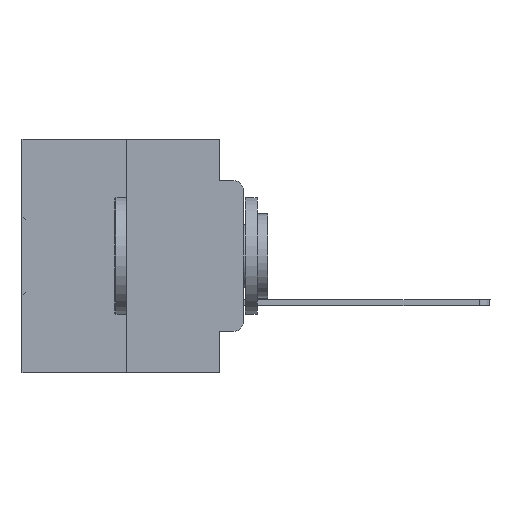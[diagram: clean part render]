
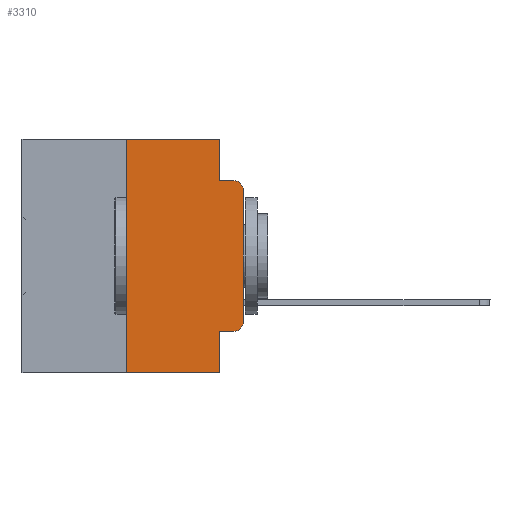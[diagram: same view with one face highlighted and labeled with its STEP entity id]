
A CAD part, left-side view. The second image highlights one B-rep face of the part: STEP entity #3310.
In plain terms, the highlighted planar face has unit normal (-1, 0, 0).
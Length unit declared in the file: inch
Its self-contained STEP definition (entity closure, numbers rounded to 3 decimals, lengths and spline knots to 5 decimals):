
#202 = CARTESIAN_POINT ( 'NONE',  ( 0., 0., -0.1085 ) ) ;
#399 = CARTESIAN_POINT ( 'NONE',  ( 0., 0.051, -0.0885 ) ) ;
#584 = CARTESIAN_POINT ( 'NONE',  ( 0., 0., 0. ) ) ;
#866 = VECTOR ( 'NONE', #11286, 39.37008 ) ;
#1557 = CIRCLE ( 'NONE', #6114, 0.02 ) ;
#1588 = CARTESIAN_POINT ( 'NONE',  ( 0., 0.051, 0. ) ) ;
#1736 = ORIENTED_EDGE ( 'NONE', *, *, #32489, .F. ) ;
#2041 = VERTEX_POINT ( 'NONE', #17473 ) ;
#2134 = VECTOR ( 'NONE', #28938, 39.37008 ) ;
#2750 = DIRECTION ( 'NONE',  ( -1., 0., 0. ) ) ;
#2787 = DIRECTION ( 'NONE',  ( 0., 0., 1. ) ) ;
#2936 = EDGE_CURVE ( 'NONE', #25566, #4190, #14912, .T. ) ;
#3310 = ADVANCED_FACE ( 'NONE', ( #11020 ), #9411, .F. ) ;
#4190 = VERTEX_POINT ( 'NONE', #17861 ) ;
#4215 = EDGE_CURVE ( 'NONE', #11610, #18888, #20688, .T. ) ;
#4235 = ORIENTED_EDGE ( 'NONE', *, *, #34533, .T. ) ;
#4518 = EDGE_CURVE ( 'NONE', #2041, #5220, #4646, .T. ) ;
#4601 = DIRECTION ( 'NONE',  ( 0., -1., 0. ) ) ;
#4646 = LINE ( 'NONE', #24643, #13067 ) ;
#5220 = VERTEX_POINT ( 'NONE', #8893 ) ;
#5294 = ORIENTED_EDGE ( 'NONE', *, *, #15470, .F. ) ;
#6114 = AXIS2_PLACEMENT_3D ( 'NONE', #17020, #27711, #29964 ) ;
#6471 = CARTESIAN_POINT ( 'NONE',  ( 0., 0.473, 0. ) ) ;
#6964 = CARTESIAN_POINT ( 'NONE',  ( 0., 0.051, -0.4115 ) ) ;
#8893 = CARTESIAN_POINT ( 'NONE',  ( 0., 0.25, 0. ) ) ;
#9159 = CARTESIAN_POINT ( 'NONE',  ( 0., 0.473, 0. ) ) ;
#9411 = PLANE ( 'NONE',  #10725 ) ;
#10046 = EDGE_LOOP ( 'NONE', ( #32676, #15816, #5294, #26087, #11543, #14315, #15527, #1736, #4235, #28783 ) ) ;
#10633 = CARTESIAN_POINT ( 'NONE',  ( 0., 0.02, -0.1085 ) ) ;
#10725 = AXIS2_PLACEMENT_3D ( 'NONE', #9159, #20270, #14487 ) ;
#11020 = FACE_OUTER_BOUND ( 'NONE', #10046, .T. ) ;
#11181 = AXIS2_PLACEMENT_3D ( 'NONE', #10633, #2750, #16050 ) ;
#11248 = LINE ( 'NONE', #584, #17607 ) ;
#11286 = DIRECTION ( 'NONE',  ( 0., -1., 0. ) ) ;
#11543 = ORIENTED_EDGE ( 'NONE', *, *, #33356, .F. ) ;
#11610 = VERTEX_POINT ( 'NONE', #1588 ) ;
#13067 = VECTOR ( 'NONE', #2787, 39.37008 ) ;
#13639 = VECTOR ( 'NONE', #23472, 39.37008 ) ;
#14315 = ORIENTED_EDGE ( 'NONE', *, *, #4518, .F. ) ;
#14402 = DIRECTION ( 'NONE',  ( 0., 0., 1. ) ) ;
#14487 = DIRECTION ( 'NONE',  ( 0., 0., -1. ) ) ;
#14526 = VECTOR ( 'NONE', #4601, 39.37008 ) ;
#14912 = CIRCLE ( 'NONE', #11181, 0.02 ) ;
#15149 = CARTESIAN_POINT ( 'NONE',  ( 0., 0.051, 0. ) ) ;
#15470 = EDGE_CURVE ( 'NONE', #18888, #4190, #17968, .T. ) ;
#15527 = ORIENTED_EDGE ( 'NONE', *, *, #31073, .T. ) ;
#15816 = ORIENTED_EDGE ( 'NONE', *, *, #2936, .T. ) ;
#16050 = DIRECTION ( 'NONE',  ( 0., 0., -1. ) ) ;
#16414 = LINE ( 'NONE', #18266, #2134 ) ;
#16577 = LINE ( 'NONE', #6964, #14526 ) ;
#17020 = CARTESIAN_POINT ( 'NONE',  ( 0., 0.02, -0.3915 ) ) ;
#17473 = CARTESIAN_POINT ( 'NONE',  ( 0., 0.25, -0.5 ) ) ;
#17552 = CARTESIAN_POINT ( 'NONE',  ( 0., 0., -0.3915 ) ) ;
#17607 = VECTOR ( 'NONE', #14402, 39.37008 ) ;
#17861 = CARTESIAN_POINT ( 'NONE',  ( 0., 0.02, -0.0885 ) ) ;
#17968 = LINE ( 'NONE', #18229, #13639 ) ;
#18229 = CARTESIAN_POINT ( 'NONE',  ( 0., 0.051, -0.0885 ) ) ;
#18266 = CARTESIAN_POINT ( 'NONE',  ( 0., 0.051, 0. ) ) ;
#18888 = VERTEX_POINT ( 'NONE', #399 ) ;
#19364 = VERTEX_POINT ( 'NONE', #26855 ) ;
#19797 = DIRECTION ( 'NONE',  ( 0., -1., 0. ) ) ;
#20270 = DIRECTION ( 'NONE',  ( 1., 0., 0. ) ) ;
#20688 = LINE ( 'NONE', #15149, #31200 ) ;
#20689 = EDGE_CURVE ( 'NONE', #22152, #22604, #1557, .T. ) ;
#22152 = VERTEX_POINT ( 'NONE', #22913 ) ;
#22604 = VERTEX_POINT ( 'NONE', #17552 ) ;
#22913 = CARTESIAN_POINT ( 'NONE',  ( 0., 0.02, -0.4115 ) ) ;
#23472 = DIRECTION ( 'NONE',  ( 0., -1., 0. ) ) ;
#23803 = CARTESIAN_POINT ( 'NONE',  ( 0., 0.473, -0.5 ) ) ;
#24039 = VERTEX_POINT ( 'NONE', #26096 ) ;
#24643 = CARTESIAN_POINT ( 'NONE',  ( 0., 0.25, 0. ) ) ;
#25566 = VERTEX_POINT ( 'NONE', #202 ) ;
#26087 = ORIENTED_EDGE ( 'NONE', *, *, #4215, .F. ) ;
#26096 = CARTESIAN_POINT ( 'NONE',  ( 0., 0.051, -0.5 ) ) ;
#26855 = CARTESIAN_POINT ( 'NONE',  ( 0., 0.051, -0.4115 ) ) ;
#27670 = LINE ( 'NONE', #6471, #32751 ) ;
#27711 = DIRECTION ( 'NONE',  ( -1., 0., 0. ) ) ;
#27747 = EDGE_CURVE ( 'NONE', #22604, #25566, #11248, .T. ) ;
#28783 = ORIENTED_EDGE ( 'NONE', *, *, #20689, .T. ) ;
#28938 = DIRECTION ( 'NONE',  ( 0., 0., -1. ) ) ;
#28988 = DIRECTION ( 'NONE',  ( 0., 0., -1. ) ) ;
#29964 = DIRECTION ( 'NONE',  ( 0., 0., -1. ) ) ;
#31073 = EDGE_CURVE ( 'NONE', #2041, #24039, #33291, .T. ) ;
#31200 = VECTOR ( 'NONE', #28988, 39.37008 ) ;
#32489 = EDGE_CURVE ( 'NONE', #19364, #24039, #16414, .T. ) ;
#32676 = ORIENTED_EDGE ( 'NONE', *, *, #27747, .T. ) ;
#32751 = VECTOR ( 'NONE', #19797, 39.37008 ) ;
#33291 = LINE ( 'NONE', #23803, #866 ) ;
#33356 = EDGE_CURVE ( 'NONE', #5220, #11610, #27670, .T. ) ;
#34533 = EDGE_CURVE ( 'NONE', #19364, #22152, #16577, .T. ) ;
